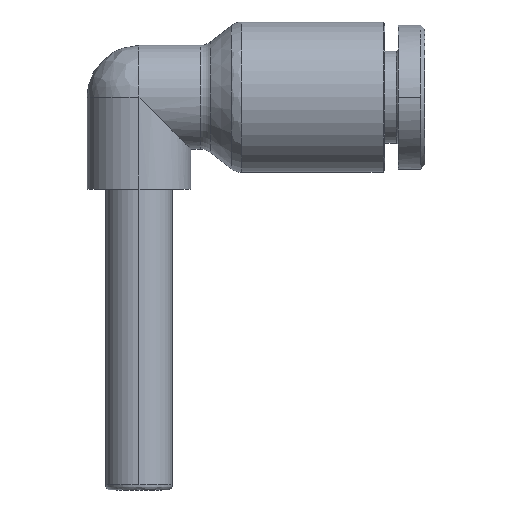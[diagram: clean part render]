
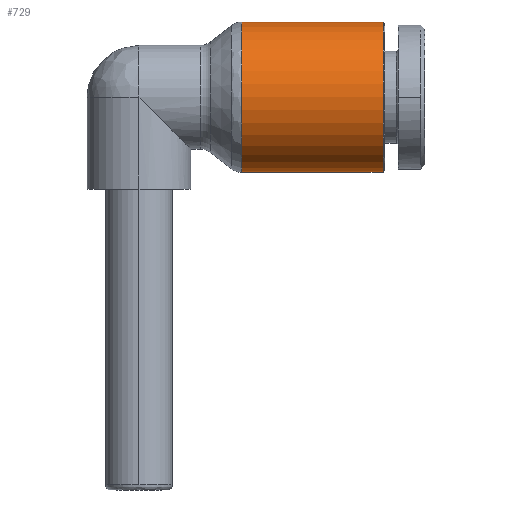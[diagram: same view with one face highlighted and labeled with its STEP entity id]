
A CAD part, front view. The second image highlights one B-rep face of the part: STEP entity #729.
In plain terms, the highlighted cylindrical face has radius 4.5 mm (diameter 9 mm), a partial arc.
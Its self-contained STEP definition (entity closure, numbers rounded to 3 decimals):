
#154 = DIRECTION ( 'NONE',  ( 0., 0., -1. ) ) ;
#729 = ADVANCED_FACE ( 'NONE', ( #5215 ), #12446, .T. ) ;
#770 = VECTOR ( 'NONE', #3544, 1000. ) ;
#1366 = VECTOR ( 'NONE', #10438, 1000. ) ;
#2380 = LINE ( 'NONE', #4044, #1366 ) ;
#2813 = EDGE_CURVE ( 'NONE', #7702, #13958, #4201, .T. ) ;
#3544 = DIRECTION ( 'NONE',  ( 1., 0., 0. ) ) ;
#3831 = LINE ( 'NONE', #6904, #770 ) ;
#4044 = CARTESIAN_POINT ( 'NONE',  ( 3.25, 0., -4.5 ) ) ;
#4088 = CARTESIAN_POINT ( 'NONE',  ( 8.2, 0., 0. ) ) ;
#4201 = CIRCLE ( 'NONE', #11845, 4.5 ) ;
#4765 = EDGE_CURVE ( 'NONE', #13958, #6697, #2380, .T. ) ;
#5215 = FACE_OUTER_BOUND ( 'NONE', #8719, .T. ) ;
#5396 = CIRCLE ( 'NONE', #7025, 4.5 ) ;
#5811 = ORIENTED_EDGE ( 'NONE', *, *, #10524, .T. ) ;
#5819 = DIRECTION ( 'NONE',  ( 1., 0., 0. ) ) ;
#6444 = DIRECTION ( 'NONE',  ( -1., 0., 0. ) ) ;
#6697 = VERTEX_POINT ( 'NONE', #7453 ) ;
#6904 = CARTESIAN_POINT ( 'NONE',  ( 3.25, 0., 4.5 ) ) ;
#7025 = AXIS2_PLACEMENT_3D ( 'NONE', #4088, #6444, #9581 ) ;
#7453 = CARTESIAN_POINT ( 'NONE',  ( 8.2, 0., -4.5 ) ) ;
#7702 = VERTEX_POINT ( 'NONE', #10124 ) ;
#7715 = EDGE_CURVE ( 'NONE', #7702, #10716, #3831, .T. ) ;
#7965 = DIRECTION ( 'NONE',  ( 0., 0., -1. ) ) ;
#8225 = ORIENTED_EDGE ( 'NONE', *, *, #7715, .F. ) ;
#8719 = EDGE_LOOP ( 'NONE', ( #8225, #11116, #10254, #5811 ) ) ;
#8821 = CARTESIAN_POINT ( 'NONE',  ( -0.257, 0., 0. ) ) ;
#9581 = DIRECTION ( 'NONE',  ( 0., 0., -1. ) ) ;
#9945 = CARTESIAN_POINT ( 'NONE',  ( 8.2, 0., 4.5 ) ) ;
#10124 = CARTESIAN_POINT ( 'NONE',  ( -0.257, 0., 4.5 ) ) ;
#10254 = ORIENTED_EDGE ( 'NONE', *, *, #4765, .T. ) ;
#10438 = DIRECTION ( 'NONE',  ( 1., 0., 0. ) ) ;
#10524 = EDGE_CURVE ( 'NONE', #6697, #10716, #5396, .T. ) ;
#10716 = VERTEX_POINT ( 'NONE', #9945 ) ;
#11116 = ORIENTED_EDGE ( 'NONE', *, *, #2813, .T. ) ;
#11238 = CARTESIAN_POINT ( 'NONE',  ( 3.25, 0., 0. ) ) ;
#11845 = AXIS2_PLACEMENT_3D ( 'NONE', #8821, #14099, #154 ) ;
#12446 = CYLINDRICAL_SURFACE ( 'NONE', #13616, 4.5 ) ;
#13616 = AXIS2_PLACEMENT_3D ( 'NONE', #11238, #5819, #7965 ) ;
#13783 = CARTESIAN_POINT ( 'NONE',  ( -0.257, 0., -4.5 ) ) ;
#13958 = VERTEX_POINT ( 'NONE', #13783 ) ;
#14099 = DIRECTION ( 'NONE',  ( 1., 0., 0. ) ) ;
